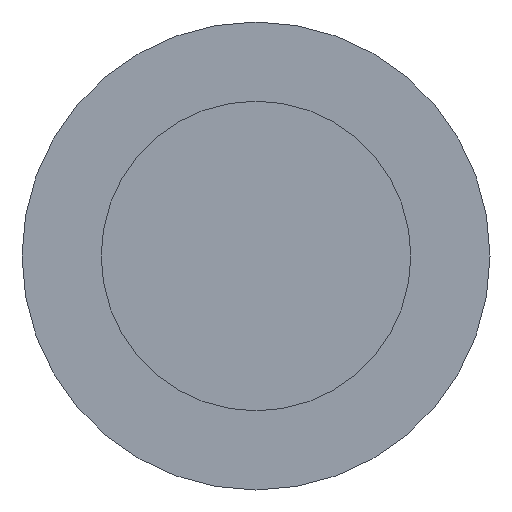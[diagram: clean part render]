
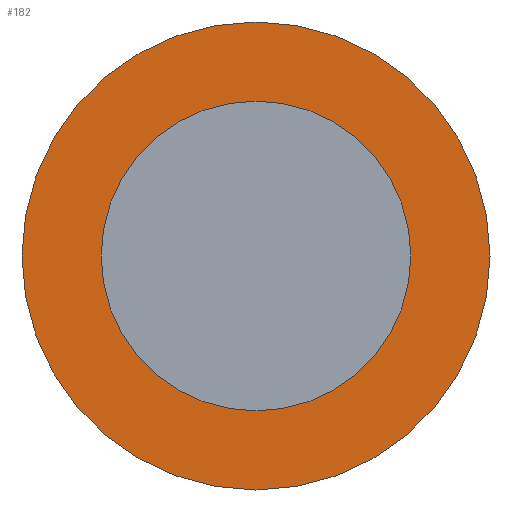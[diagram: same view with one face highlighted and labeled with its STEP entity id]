
A CAD part, front view. The second image highlights one B-rep face of the part: STEP entity #182.
In plain terms, the highlighted planar face has unit normal (0, -1, 0).
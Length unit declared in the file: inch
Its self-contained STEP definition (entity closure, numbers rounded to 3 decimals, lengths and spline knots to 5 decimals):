
#19=PLANE('',#216);
#26=FACE_BOUND('',#64,.T.);
#34=CIRCLE('',#215,0.187);
#35=CIRCLE('',#217,0.12375);
#46=FACE_OUTER_BOUND('',#63,.T.);
#63=EDGE_LOOP('',(#160));
#64=EDGE_LOOP('',(#161));
#98=VERTEX_POINT('',#383);
#99=VERTEX_POINT('',#387);
#118=EDGE_CURVE('',#98,#98,#34,.T.);
#120=EDGE_CURVE('',#99,#99,#35,.T.);
#160=ORIENTED_EDGE('',*,*,#118,.T.);
#161=ORIENTED_EDGE('',*,*,#120,.F.);
#182=ADVANCED_FACE('',(#46,#26),#19,.T.);
#215=AXIS2_PLACEMENT_3D('',#384,#259,#260);
#216=AXIS2_PLACEMENT_3D('',#386,#262,#263);
#217=AXIS2_PLACEMENT_3D('',#388,#264,#265);
#259=DIRECTION('center_axis',(0.,-1.,0.));
#260=DIRECTION('ref_axis',(1.,0.,0.));
#262=DIRECTION('center_axis',(0.,-1.,0.));
#263=DIRECTION('ref_axis',(0.,0.,-1.));
#264=DIRECTION('center_axis',(0.,-1.,0.));
#265=DIRECTION('ref_axis',(1.,0.,0.));
#383=CARTESIAN_POINT('',(-0.187,0.186,0.));
#384=CARTESIAN_POINT('Origin',(0.,0.186,0.));
#386=CARTESIAN_POINT('Origin',(0.12375,0.186,0.));
#387=CARTESIAN_POINT('',(-0.12375,0.186,0.));
#388=CARTESIAN_POINT('Origin',(0.,0.186,0.));
